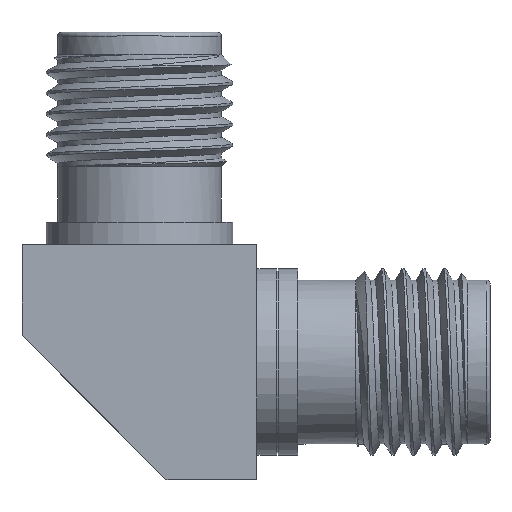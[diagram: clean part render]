
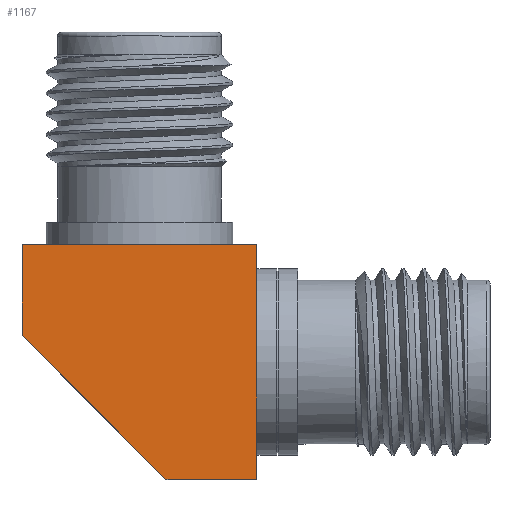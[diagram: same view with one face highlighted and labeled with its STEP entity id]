
A CAD part, top view. The second image highlights one B-rep face of the part: STEP entity #1167.
In plain terms, the highlighted planar face has unit normal (0, 0, 1).
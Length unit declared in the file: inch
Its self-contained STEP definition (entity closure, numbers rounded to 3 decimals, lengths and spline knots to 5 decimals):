
#129 = CARTESIAN_POINT ( 'NONE',  ( 0.15748, -0.15748, 0.15748 ) ) ;
#174 = EDGE_CURVE ( 'NONE', #1440, #2183, #2816, .T. ) ;
#202 = DIRECTION ( 'NONE',  ( 0., 0., -1. ) ) ;
#332 = DIRECTION ( 'NONE',  ( 1., 0., 0. ) ) ;
#438 = CARTESIAN_POINT ( 'NONE',  ( 0.03557, -0.15748, 0.15748 ) ) ;
#447 = AXIS2_PLACEMENT_3D ( 'NONE', #1211, #202, #1773 ) ;
#467 = VERTEX_POINT ( 'NONE', #939 ) ;
#594 = EDGE_CURVE ( 'NONE', #3641, #467, #1956, .T. ) ;
#598 = CARTESIAN_POINT ( 'NONE',  ( -0.15748, 0.03557, 0.15748 ) ) ;
#617 = CARTESIAN_POINT ( 'NONE',  ( 0.15748, 0.15748, 0.15748 ) ) ;
#915 = DIRECTION ( 'NONE',  ( 0., -1., 0. ) ) ;
#939 = CARTESIAN_POINT ( 'NONE',  ( -0.15748, 0.15748, 0.15748 ) ) ;
#953 = ORIENTED_EDGE ( 'NONE', *, *, #594, .T. ) ;
#1167 = ADVANCED_FACE ( 'NONE', ( #3718 ), #3411, .F. ) ;
#1179 = VECTOR ( 'NONE', #3161, 39.37008 ) ;
#1205 = EDGE_CURVE ( 'NONE', #467, #1799, #3374, .T. ) ;
#1211 = CARTESIAN_POINT ( 'NONE',  ( 0., 0., 0.15748 ) ) ;
#1440 = VERTEX_POINT ( 'NONE', #438 ) ;
#1509 = VECTOR ( 'NONE', #915, 39.37008 ) ;
#1519 = ORIENTED_EDGE ( 'NONE', *, *, #1205, .T. ) ;
#1674 = EDGE_CURVE ( 'NONE', #1799, #1440, #2752, .T. ) ;
#1714 = CARTESIAN_POINT ( 'NONE',  ( -0.15748, 0.03557, 0.15748 ) ) ;
#1773 = DIRECTION ( 'NONE',  ( -1., 0., 0. ) ) ;
#1799 = VERTEX_POINT ( 'NONE', #1714 ) ;
#1843 = DIRECTION ( 'NONE',  ( 0., 1., 0. ) ) ;
#1860 = DIRECTION ( 'NONE',  ( 0.707, -0.707, 0. ) ) ;
#1956 = LINE ( 'NONE', #3179, #1179 ) ;
#2183 = VERTEX_POINT ( 'NONE', #129 ) ;
#2447 = ORIENTED_EDGE ( 'NONE', *, *, #3667, .T. ) ;
#2482 = CARTESIAN_POINT ( 'NONE',  ( 0.15748, -0.15748, 0.15748 ) ) ;
#2752 = LINE ( 'NONE', #3719, #3412 ) ;
#2785 = EDGE_LOOP ( 'NONE', ( #2447, #953, #1519, #3760, #3370 ) ) ;
#2816 = LINE ( 'NONE', #3125, #2826 ) ;
#2826 = VECTOR ( 'NONE', #332, 39.37008 ) ;
#3100 = LINE ( 'NONE', #2482, #4001 ) ;
#3125 = CARTESIAN_POINT ( 'NONE',  ( 0.03557, -0.15748, 0.15748 ) ) ;
#3161 = DIRECTION ( 'NONE',  ( -1., 0., 0. ) ) ;
#3179 = CARTESIAN_POINT ( 'NONE',  ( -0.15748, 0.15748, 0.15748 ) ) ;
#3370 = ORIENTED_EDGE ( 'NONE', *, *, #174, .T. ) ;
#3374 = LINE ( 'NONE', #598, #1509 ) ;
#3411 = PLANE ( 'NONE',  #447 ) ;
#3412 = VECTOR ( 'NONE', #1860, 39.37008 ) ;
#3641 = VERTEX_POINT ( 'NONE', #617 ) ;
#3667 = EDGE_CURVE ( 'NONE', #2183, #3641, #3100, .T. ) ;
#3718 = FACE_OUTER_BOUND ( 'NONE', #2785, .T. ) ;
#3719 = CARTESIAN_POINT ( 'NONE',  ( -0.15748, 0.03557, 0.15748 ) ) ;
#3760 = ORIENTED_EDGE ( 'NONE', *, *, #1674, .T. ) ;
#4001 = VECTOR ( 'NONE', #1843, 39.37008 ) ;
